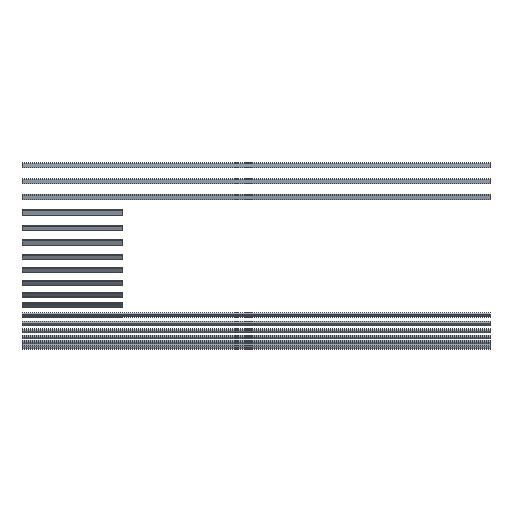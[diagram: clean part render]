
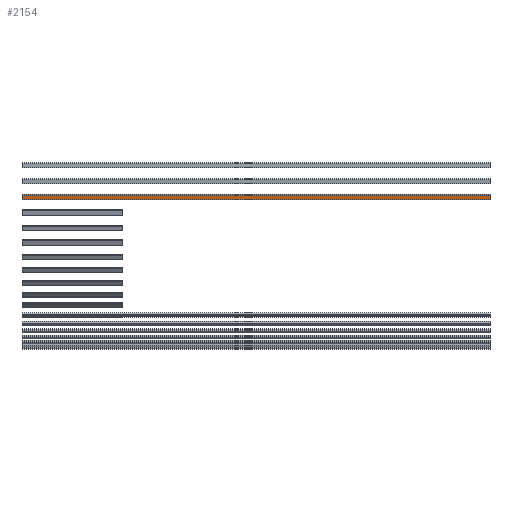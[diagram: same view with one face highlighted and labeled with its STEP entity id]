
A CAD part, front view. The second image highlights one B-rep face of the part: STEP entity #2154.
In plain terms, the highlighted cylindrical face has radius 2195 mm (diameter 4390 mm), a partial arc.
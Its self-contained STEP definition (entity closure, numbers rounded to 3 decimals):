
#1966=CARTESIAN_POINT('Vertex',(-5500.,333.339,1248.422)) ;
#1994=CARTESIAN_POINT('Vertex',(-5500.,343.758,1189.334)) ;
#1997=CARTESIAN_POINT('Axis2P3D Location',(-5500.,2500.,1600.)) ;
#2023=CARTESIAN_POINT('Line Origine',(-2705.,333.339,1248.422)) ;
#2027=CARTESIAN_POINT('Vertex',(90.,333.339,1248.422)) ;
#2119=CARTESIAN_POINT('Line Origine',(-2705.,343.758,1189.334)) ;
#2123=CARTESIAN_POINT('Vertex',(90.,343.758,1189.334)) ;
#2138=CARTESIAN_POINT('Axis2P3D Location',(-2600.,2500.,1600.)) ;
#2143=CARTESIAN_POINT('Axis2P3D Location',(90.,2500.,1600.)) ;
#1998=DIRECTION('Axis2P3D Direction',(1.,0.,0.)) ;
#2024=DIRECTION('Vector Direction',(-1.,0.,0.)) ;
#2120=DIRECTION('Vector Direction',(-1.,0.,0.)) ;
#2139=DIRECTION('Axis2P3D Direction',(1.,0.,0.)) ;
#2140=DIRECTION('Axis2P3D XDirection',(0.,-0.987,-0.16)) ;
#2144=DIRECTION('Axis2P3D Direction',(1.,0.,0.)) ;
#1999=AXIS2_PLACEMENT_3D('Circle Axis2P3D',#1997,#1998,$) ;
#2141=AXIS2_PLACEMENT_3D('Cylinder Axis2P3D',#2138,#2139,#2140) ;
#2145=AXIS2_PLACEMENT_3D('Circle Axis2P3D',#2143,#2144,$) ;
#2149=ORIENTED_EDGE('',*,*,#2029,.T.) ;
#2150=ORIENTED_EDGE('',*,*,#2001,.T.) ;
#2151=ORIENTED_EDGE('',*,*,#2125,.F.) ;
#2152=ORIENTED_EDGE('',*,*,#2147,.F.) ;
#2025=VECTOR('Line Direction',#2024,1.) ;
#2121=VECTOR('Line Direction',#2120,1.) ;
#2154=ADVANCED_FACE('',(#2153),#2142,.T.) ;
#2000=CIRCLE('generated circle',#1999,2195.) ;
#2146=CIRCLE('generated circle',#2145,2195.) ;
#2142=CYLINDRICAL_SURFACE('generated cylinder',#2141,2195.) ;
#2001=EDGE_CURVE('',#1967,#1995,#2000,.T.) ;
#2029=EDGE_CURVE('',#2028,#1967,#2026,.T.) ;
#2125=EDGE_CURVE('',#2124,#1995,#2122,.T.) ;
#2147=EDGE_CURVE('',#2028,#2124,#2146,.T.) ;
#2148=EDGE_LOOP('',(#2149,#2150,#2151,#2152)) ;
#2153=FACE_OUTER_BOUND('',#2148,.T.) ;
#2026=LINE('Line',#2023,#2025) ;
#2122=LINE('Line',#2119,#2121) ;
#1967=VERTEX_POINT('',#1966) ;
#1995=VERTEX_POINT('',#1994) ;
#2028=VERTEX_POINT('',#2027) ;
#2124=VERTEX_POINT('',#2123) ;
